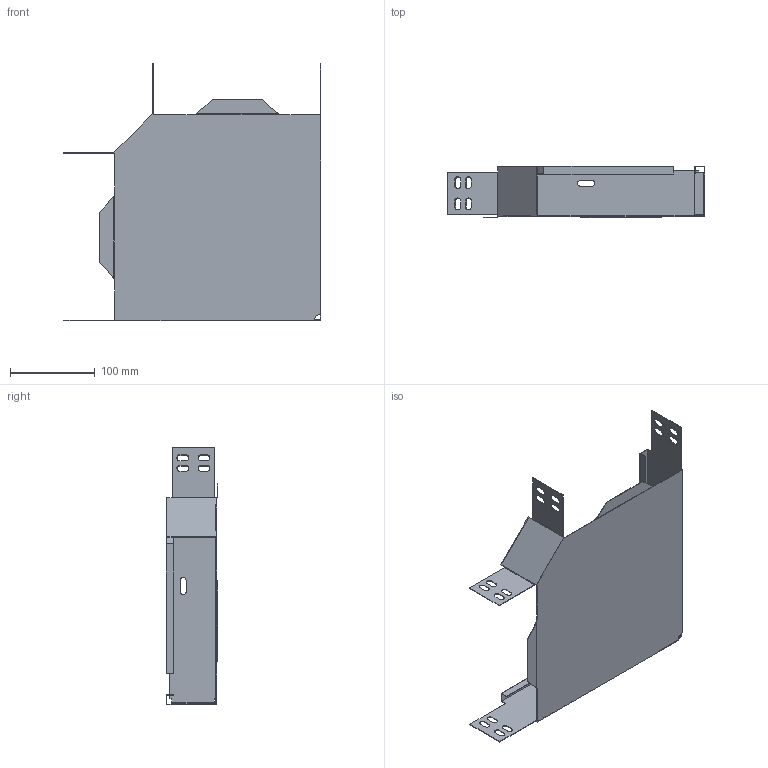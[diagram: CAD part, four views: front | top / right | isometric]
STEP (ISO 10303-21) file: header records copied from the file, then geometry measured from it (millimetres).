
FILE_DESCRIPTION (( 'STEP AP214' ), '1' );
FILE_NAME ('6043094.stp', '2018-10-02T13:23:43', ( '' ), ( '' ), 'SwSTEP 2.0', 'SolidWorks 2018', '' );
FILE_SCHEMA (( 'AUTOMOTIVE_DESIGN' ));
Length unit declared in the file: millimetre
Products named in the file (1): 6043094
Bounding box: 303.94 x 60.9 x 303.94 mm (x, y, z)
Volume: 79179.2 mm3; surface area: 228077.5 mm2
Topology: 1 solids, 1 shells, 220 faces, 630 edges, 412 vertices
Faces by surface type: plane 161, cylinder 51, bspline 8
Entity records: 7358 total; most frequent: CARTESIAN_POINT 1531, ORIENTED_EDGE 1260, DIRECTION 1110, EDGE_CURVE 630, LINE 480, VECTOR 480, VERTEX_POINT 412, AXIS2_PLACEMENT_3D 315
